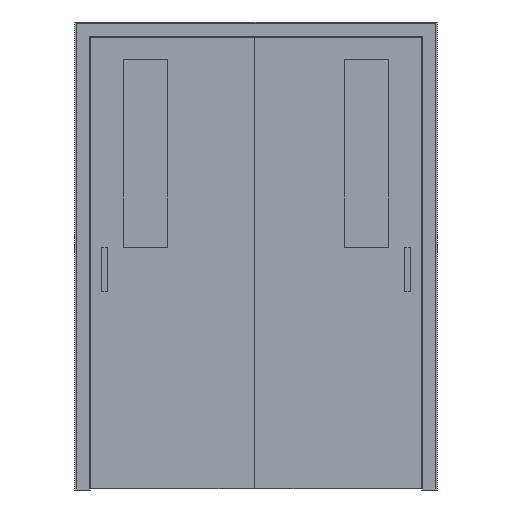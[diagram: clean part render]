
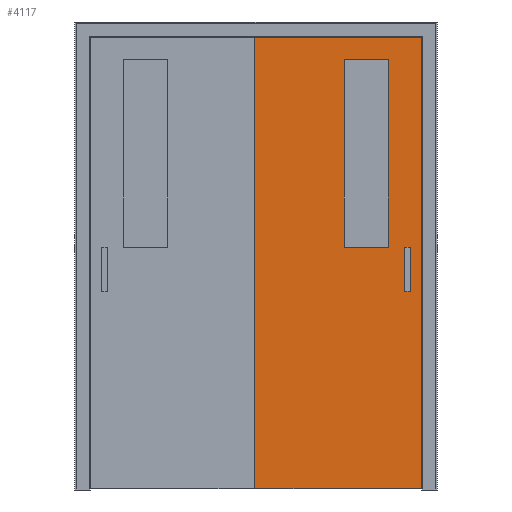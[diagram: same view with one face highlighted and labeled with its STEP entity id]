
A CAD part, front view. The second image highlights one B-rep face of the part: STEP entity #4117.
In plain terms, the highlighted planar face has unit normal (0, -1, 0).
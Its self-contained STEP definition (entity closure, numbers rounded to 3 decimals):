
#3855 = VERTEX_POINT('',#3856);
#3856 = CARTESIAN_POINT('',(795.,60.,2049.));
#3865 = PLANE('',#3866);
#3866 = AXIS2_PLACEMENT_3D('',#3867,#3868,#3869);
#3867 = CARTESIAN_POINT('',(795.,60.,2049.));
#3868 = DIRECTION('',(0.,0.,-1.));
#3869 = DIRECTION('',(1.,0.,0.));
#3877 = PLANE('',#3878);
#3878 = AXIS2_PLACEMENT_3D('',#3879,#3880,#3881);
#3879 = CARTESIAN_POINT('',(795.,60.,5.));
#3880 = DIRECTION('',(1.,0.,0.));
#3881 = DIRECTION('',(0.,0.,1.));
#3918 = VERTEX_POINT('',#3919);
#3919 = CARTESIAN_POINT('',(1549.,60.,2049.));
#3933 = PLANE('',#3934);
#3934 = AXIS2_PLACEMENT_3D('',#3935,#3936,#3937);
#3935 = CARTESIAN_POINT('',(1549.,60.,2049.));
#3936 = DIRECTION('',(-1.,0.,0.));
#3937 = DIRECTION('',(0.,0.,-1.));
#3945 = EDGE_CURVE('',#3855,#3918,#3946,.T.);
#3946 = SURFACE_CURVE('',#3947,(#3951,#3958),.PCURVE_S1.);
#3947 = LINE('',#3948,#3949);
#3948 = CARTESIAN_POINT('',(795.,60.,2049.));
#3949 = VECTOR('',#3950,1.);
#3950 = DIRECTION('',(1.,0.,0.));
#3951 = PCURVE('',#3865,#3952);
#3952 = DEFINITIONAL_REPRESENTATION('',(#3953),#3957);
#3953 = LINE('',#3954,#3955);
#3954 = CARTESIAN_POINT('',(0.,0.));
#3955 = VECTOR('',#3956,1.);
#3956 = DIRECTION('',(1.,0.));
#3957 = ( GEOMETRIC_REPRESENTATION_CONTEXT(2) 
PARAMETRIC_REPRESENTATION_CONTEXT() REPRESENTATION_CONTEXT('2D SPACE',''
  ) );
#3958 = PCURVE('',#3959,#3964);
#3959 = PLANE('',#3960);
#3960 = AXIS2_PLACEMENT_3D('',#3961,#3962,#3963);
#3961 = CARTESIAN_POINT('',(795.,60.,2049.));
#3962 = DIRECTION('',(0.,-1.,0.));
#3963 = DIRECTION('',(0.,0.,-1.));
#3964 = DEFINITIONAL_REPRESENTATION('',(#3965),#3969);
#3965 = LINE('',#3966,#3967);
#3966 = CARTESIAN_POINT('',(0.,0.));
#3967 = VECTOR('',#3968,1.);
#3968 = DIRECTION('',(0.,1.));
#3969 = ( GEOMETRIC_REPRESENTATION_CONTEXT(2) 
PARAMETRIC_REPRESENTATION_CONTEXT() REPRESENTATION_CONTEXT('2D SPACE',''
  ) );
#3975 = VERTEX_POINT('',#3976);
#3976 = CARTESIAN_POINT('',(795.,60.,5.));
#3992 = PLANE('',#3993);
#3993 = AXIS2_PLACEMENT_3D('',#3994,#3995,#3996);
#3994 = CARTESIAN_POINT('',(1549.,60.,5.));
#3995 = DIRECTION('',(0.,0.,1.));
#3996 = DIRECTION('',(-1.,0.,0.));
#4026 = EDGE_CURVE('',#3975,#3855,#4027,.T.);
#4027 = SURFACE_CURVE('',#4028,(#4032,#4039),.PCURVE_S1.);
#4028 = LINE('',#4029,#4030);
#4029 = CARTESIAN_POINT('',(795.,60.,5.));
#4030 = VECTOR('',#4031,1.);
#4031 = DIRECTION('',(0.,0.,1.));
#4032 = PCURVE('',#3877,#4033);
#4033 = DEFINITIONAL_REPRESENTATION('',(#4034),#4038);
#4034 = LINE('',#4035,#4036);
#4035 = CARTESIAN_POINT('',(0.,0.));
#4036 = VECTOR('',#4037,1.);
#4037 = DIRECTION('',(1.,0.));
#4038 = ( GEOMETRIC_REPRESENTATION_CONTEXT(2) 
PARAMETRIC_REPRESENTATION_CONTEXT() REPRESENTATION_CONTEXT('2D SPACE',''
  ) );
#4039 = PCURVE('',#3959,#4040);
#4040 = DEFINITIONAL_REPRESENTATION('',(#4041),#4045);
#4041 = LINE('',#4042,#4043);
#4042 = CARTESIAN_POINT('',(2044.,0.));
#4043 = VECTOR('',#4044,1.);
#4044 = DIRECTION('',(-1.,0.));
#4045 = ( GEOMETRIC_REPRESENTATION_CONTEXT(2) 
PARAMETRIC_REPRESENTATION_CONTEXT() REPRESENTATION_CONTEXT('2D SPACE',''
  ) );
#4075 = VERTEX_POINT('',#4076);
#4076 = CARTESIAN_POINT('',(1549.,60.,5.));
#4097 = EDGE_CURVE('',#3918,#4075,#4098,.T.);
#4098 = SURFACE_CURVE('',#4099,(#4103,#4110),.PCURVE_S1.);
#4099 = LINE('',#4100,#4101);
#4100 = CARTESIAN_POINT('',(1549.,60.,2049.));
#4101 = VECTOR('',#4102,1.);
#4102 = DIRECTION('',(0.,0.,-1.));
#4103 = PCURVE('',#3933,#4104);
#4104 = DEFINITIONAL_REPRESENTATION('',(#4105),#4109);
#4105 = LINE('',#4106,#4107);
#4106 = CARTESIAN_POINT('',(0.,0.));
#4107 = VECTOR('',#4108,1.);
#4108 = DIRECTION('',(1.,0.));
#4109 = ( GEOMETRIC_REPRESENTATION_CONTEXT(2) 
PARAMETRIC_REPRESENTATION_CONTEXT() REPRESENTATION_CONTEXT('2D SPACE',''
  ) );
#4110 = PCURVE('',#3959,#4111);
#4111 = DEFINITIONAL_REPRESENTATION('',(#4112),#4116);
#4112 = LINE('',#4113,#4114);
#4113 = CARTESIAN_POINT('',(0.,754.));
#4114 = VECTOR('',#4115,1.);
#4115 = DIRECTION('',(1.,0.));
#4116 = ( GEOMETRIC_REPRESENTATION_CONTEXT(2) 
PARAMETRIC_REPRESENTATION_CONTEXT() REPRESENTATION_CONTEXT('2D SPACE',''
  ) );
#4117 = ADVANCED_FACE('',(#4118,#4144),#3959,.T.);
#4118 = FACE_BOUND('',#4119,.T.);
#4119 = EDGE_LOOP('',(#4120,#4121,#4122,#4143));
#4120 = ORIENTED_EDGE('',*,*,#3945,.F.);
#4121 = ORIENTED_EDGE('',*,*,#4026,.F.);
#4122 = ORIENTED_EDGE('',*,*,#4123,.F.);
#4123 = EDGE_CURVE('',#4075,#3975,#4124,.T.);
#4124 = SURFACE_CURVE('',#4125,(#4129,#4136),.PCURVE_S1.);
#4125 = LINE('',#4126,#4127);
#4126 = CARTESIAN_POINT('',(1549.,60.,5.));
#4127 = VECTOR('',#4128,1.);
#4128 = DIRECTION('',(-1.,0.,0.));
#4129 = PCURVE('',#3959,#4130);
#4130 = DEFINITIONAL_REPRESENTATION('',(#4131),#4135);
#4131 = LINE('',#4132,#4133);
#4132 = CARTESIAN_POINT('',(2044.,754.));
#4133 = VECTOR('',#4134,1.);
#4134 = DIRECTION('',(0.,-1.));
#4135 = ( GEOMETRIC_REPRESENTATION_CONTEXT(2) 
PARAMETRIC_REPRESENTATION_CONTEXT() REPRESENTATION_CONTEXT('2D SPACE',''
  ) );
#4136 = PCURVE('',#3992,#4137);
#4137 = DEFINITIONAL_REPRESENTATION('',(#4138),#4142);
#4138 = LINE('',#4139,#4140);
#4139 = CARTESIAN_POINT('',(0.,0.));
#4140 = VECTOR('',#4141,1.);
#4141 = DIRECTION('',(1.,0.));
#4142 = ( GEOMETRIC_REPRESENTATION_CONTEXT(2) 
PARAMETRIC_REPRESENTATION_CONTEXT() REPRESENTATION_CONTEXT('2D SPACE',''
  ) );
#4143 = ORIENTED_EDGE('',*,*,#4097,.F.);
#4144 = FACE_BOUND('',#4145,.T.);
#4145 = EDGE_LOOP('',(#4146,#4176,#4204,#4232));
#4146 = ORIENTED_EDGE('',*,*,#4147,.T.);
#4147 = EDGE_CURVE('',#4148,#4150,#4152,.T.);
#4148 = VERTEX_POINT('',#4149);
#4149 = CARTESIAN_POINT('',(1199.,60.,1950.));
#4150 = VERTEX_POINT('',#4151);
#4151 = CARTESIAN_POINT('',(1399.,60.,1950.));
#4152 = SURFACE_CURVE('',#4153,(#4157,#4164),.PCURVE_S1.);
#4153 = LINE('',#4154,#4155);
#4154 = CARTESIAN_POINT('',(1199.,60.,1950.));
#4155 = VECTOR('',#4156,1.);
#4156 = DIRECTION('',(1.,0.,0.));
#4157 = PCURVE('',#3959,#4158);
#4158 = DEFINITIONAL_REPRESENTATION('',(#4159),#4163);
#4159 = LINE('',#4160,#4161);
#4160 = CARTESIAN_POINT('',(99.,404.));
#4161 = VECTOR('',#4162,1.);
#4162 = DIRECTION('',(0.,1.));
#4163 = ( GEOMETRIC_REPRESENTATION_CONTEXT(2) 
PARAMETRIC_REPRESENTATION_CONTEXT() REPRESENTATION_CONTEXT('2D SPACE',''
  ) );
#4164 = PCURVE('',#4165,#4170);
#4165 = PLANE('',#4166);
#4166 = AXIS2_PLACEMENT_3D('',#4167,#4168,#4169);
#4167 = CARTESIAN_POINT('',(1199.,60.,1950.));
#4168 = DIRECTION('',(0.,0.,-1.));
#4169 = DIRECTION('',(1.,0.,0.));
#4170 = DEFINITIONAL_REPRESENTATION('',(#4171),#4175);
#4171 = LINE('',#4172,#4173);
#4172 = CARTESIAN_POINT('',(0.,0.));
#4173 = VECTOR('',#4174,1.);
#4174 = DIRECTION('',(1.,0.));
#4175 = ( GEOMETRIC_REPRESENTATION_CONTEXT(2) 
PARAMETRIC_REPRESENTATION_CONTEXT() REPRESENTATION_CONTEXT('2D SPACE',''
  ) );
#4176 = ORIENTED_EDGE('',*,*,#4177,.T.);
#4177 = EDGE_CURVE('',#4150,#4178,#4180,.T.);
#4178 = VERTEX_POINT('',#4179);
#4179 = CARTESIAN_POINT('',(1399.,60.,1100.));
#4180 = SURFACE_CURVE('',#4181,(#4185,#4192),.PCURVE_S1.);
#4181 = LINE('',#4182,#4183);
#4182 = CARTESIAN_POINT('',(1399.,60.,1950.));
#4183 = VECTOR('',#4184,1.);
#4184 = DIRECTION('',(0.,0.,-1.));
#4185 = PCURVE('',#3959,#4186);
#4186 = DEFINITIONAL_REPRESENTATION('',(#4187),#4191);
#4187 = LINE('',#4188,#4189);
#4188 = CARTESIAN_POINT('',(99.,604.));
#4189 = VECTOR('',#4190,1.);
#4190 = DIRECTION('',(1.,0.));
#4191 = ( GEOMETRIC_REPRESENTATION_CONTEXT(2) 
PARAMETRIC_REPRESENTATION_CONTEXT() REPRESENTATION_CONTEXT('2D SPACE',''
  ) );
#4192 = PCURVE('',#4193,#4198);
#4193 = PLANE('',#4194);
#4194 = AXIS2_PLACEMENT_3D('',#4195,#4196,#4197);
#4195 = CARTESIAN_POINT('',(1399.,60.,1950.));
#4196 = DIRECTION('',(-1.,0.,0.));
#4197 = DIRECTION('',(0.,0.,-1.));
#4198 = DEFINITIONAL_REPRESENTATION('',(#4199),#4203);
#4199 = LINE('',#4200,#4201);
#4200 = CARTESIAN_POINT('',(0.,0.));
#4201 = VECTOR('',#4202,1.);
#4202 = DIRECTION('',(1.,0.));
#4203 = ( GEOMETRIC_REPRESENTATION_CONTEXT(2) 
PARAMETRIC_REPRESENTATION_CONTEXT() REPRESENTATION_CONTEXT('2D SPACE',''
  ) );
#4204 = ORIENTED_EDGE('',*,*,#4205,.T.);
#4205 = EDGE_CURVE('',#4178,#4206,#4208,.T.);
#4206 = VERTEX_POINT('',#4207);
#4207 = CARTESIAN_POINT('',(1199.,60.,1100.));
#4208 = SURFACE_CURVE('',#4209,(#4213,#4220),.PCURVE_S1.);
#4209 = LINE('',#4210,#4211);
#4210 = CARTESIAN_POINT('',(1399.,60.,1100.));
#4211 = VECTOR('',#4212,1.);
#4212 = DIRECTION('',(-1.,0.,0.));
#4213 = PCURVE('',#3959,#4214);
#4214 = DEFINITIONAL_REPRESENTATION('',(#4215),#4219);
#4215 = LINE('',#4216,#4217);
#4216 = CARTESIAN_POINT('',(949.,604.));
#4217 = VECTOR('',#4218,1.);
#4218 = DIRECTION('',(0.,-1.));
#4219 = ( GEOMETRIC_REPRESENTATION_CONTEXT(2) 
PARAMETRIC_REPRESENTATION_CONTEXT() REPRESENTATION_CONTEXT('2D SPACE',''
  ) );
#4220 = PCURVE('',#4221,#4226);
#4221 = PLANE('',#4222);
#4222 = AXIS2_PLACEMENT_3D('',#4223,#4224,#4225);
#4223 = CARTESIAN_POINT('',(1399.,60.,1100.));
#4224 = DIRECTION('',(0.,0.,1.));
#4225 = DIRECTION('',(-1.,0.,0.));
#4226 = DEFINITIONAL_REPRESENTATION('',(#4227),#4231);
#4227 = LINE('',#4228,#4229);
#4228 = CARTESIAN_POINT('',(0.,0.));
#4229 = VECTOR('',#4230,1.);
#4230 = DIRECTION('',(1.,0.));
#4231 = ( GEOMETRIC_REPRESENTATION_CONTEXT(2) 
PARAMETRIC_REPRESENTATION_CONTEXT() REPRESENTATION_CONTEXT('2D SPACE',''
  ) );
#4232 = ORIENTED_EDGE('',*,*,#4233,.T.);
#4233 = EDGE_CURVE('',#4206,#4148,#4234,.T.);
#4234 = SURFACE_CURVE('',#4235,(#4239,#4246),.PCURVE_S1.);
#4235 = LINE('',#4236,#4237);
#4236 = CARTESIAN_POINT('',(1199.,60.,1100.));
#4237 = VECTOR('',#4238,1.);
#4238 = DIRECTION('',(0.,0.,1.));
#4239 = PCURVE('',#3959,#4240);
#4240 = DEFINITIONAL_REPRESENTATION('',(#4241),#4245);
#4241 = LINE('',#4242,#4243);
#4242 = CARTESIAN_POINT('',(949.,404.));
#4243 = VECTOR('',#4244,1.);
#4244 = DIRECTION('',(-1.,0.));
#4245 = ( GEOMETRIC_REPRESENTATION_CONTEXT(2) 
PARAMETRIC_REPRESENTATION_CONTEXT() REPRESENTATION_CONTEXT('2D SPACE',''
  ) );
#4246 = PCURVE('',#4247,#4252);
#4247 = PLANE('',#4248);
#4248 = AXIS2_PLACEMENT_3D('',#4249,#4250,#4251);
#4249 = CARTESIAN_POINT('',(1199.,60.,1100.));
#4250 = DIRECTION('',(1.,0.,0.));
#4251 = DIRECTION('',(0.,0.,1.));
#4252 = DEFINITIONAL_REPRESENTATION('',(#4253),#4257);
#4253 = LINE('',#4254,#4255);
#4254 = CARTESIAN_POINT('',(0.,0.));
#4255 = VECTOR('',#4256,1.);
#4256 = DIRECTION('',(1.,0.));
#4257 = ( GEOMETRIC_REPRESENTATION_CONTEXT(2) 
PARAMETRIC_REPRESENTATION_CONTEXT() REPRESENTATION_CONTEXT('2D SPACE',''
  ) );
